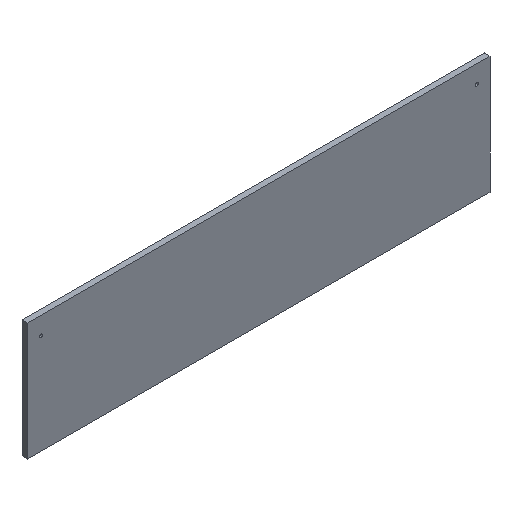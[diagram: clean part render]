
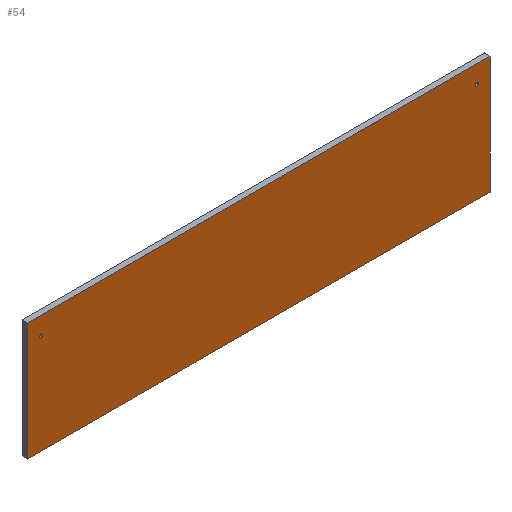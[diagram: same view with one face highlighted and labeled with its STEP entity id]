
A CAD part, isometric view. The second image highlights one B-rep face of the part: STEP entity #54.
In plain terms, the highlighted planar face has unit normal (0, -1, 0).
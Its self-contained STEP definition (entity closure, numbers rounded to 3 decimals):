
#36=FACE_BOUND('',#72,.T.);
#37=FACE_BOUND('',#73,.T.);
#38=FACE_BOUND('',#74,.T.);
#46=CIRCLE('',#171,0.5);
#47=CIRCLE('',#172,0.5);
#54=ADVANCED_FACE('',(#36,#37,#38),#62,.T.);
#62=PLANE('',#173);
#72=EDGE_LOOP('',(#98));
#73=EDGE_LOOP('',(#99));
#74=EDGE_LOOP('',(#100,#101,#102,#103));
#98=ORIENTED_EDGE('',*,*,#138,.T.);
#99=ORIENTED_EDGE('',*,*,#139,.T.);
#100=ORIENTED_EDGE('',*,*,#128,.T.);
#101=ORIENTED_EDGE('',*,*,#132,.T.);
#102=ORIENTED_EDGE('',*,*,#135,.T.);
#103=ORIENTED_EDGE('',*,*,#137,.T.);
#116=VERTEX_POINT('',#222);
#117=VERTEX_POINT('',#224);
#119=VERTEX_POINT('',#230);
#121=VERTEX_POINT('',#236);
#122=VERTEX_POINT('',#243);
#123=VERTEX_POINT('',#245);
#128=EDGE_CURVE('',#117,#116,#144,.T.);
#132=EDGE_CURVE('',#116,#119,#148,.T.);
#135=EDGE_CURVE('',#119,#121,#151,.T.);
#137=EDGE_CURVE('',#121,#117,#153,.T.);
#138=EDGE_CURVE('',#122,#122,#46,.T.);
#139=EDGE_CURVE('',#123,#123,#47,.T.);
#144=LINE('',#223,#156);
#148=LINE('',#231,#160);
#151=LINE('',#237,#163);
#153=LINE('',#240,#165);
#156=VECTOR('',#183,1.);
#160=VECTOR('',#189,1.);
#163=VECTOR('',#194,1.);
#165=VECTOR('',#198,1.);
#171=AXIS2_PLACEMENT_3D('',#242,#201,#202);
#172=AXIS2_PLACEMENT_3D('',#244,#203,#204);
#173=AXIS2_PLACEMENT_3D('',#246,#205,#206);
#183=DIRECTION('',(0.,0.,1.));
#189=DIRECTION('',(-1.,0.,0.));
#194=DIRECTION('',(0.,0.,-1.));
#198=DIRECTION('',(1.,0.,0.));
#201=DIRECTION('',(0.,1.,0.));
#202=DIRECTION('',(0.,0.,1.));
#203=DIRECTION('',(0.,1.,0.));
#204=DIRECTION('',(0.,0.,1.));
#205=DIRECTION('',(0.,-1.,0.));
#206=DIRECTION('',(0.,0.,-1.));
#222=CARTESIAN_POINT('',(214.5,-22.,36.));
#223=CARTESIAN_POINT('',(214.5,-22.,-4.));
#224=CARTESIAN_POINT('',(214.5,-22.,-4.));
#230=CARTESIAN_POINT('',(57.5,-22.,36.));
#231=CARTESIAN_POINT('',(214.5,-22.,36.));
#236=CARTESIAN_POINT('',(57.5,-22.,-4.));
#237=CARTESIAN_POINT('',(57.5,-22.,36.));
#240=CARTESIAN_POINT('',(57.5,-22.,-4.));
#242=CARTESIAN_POINT('',(210.,-22.,30.));
#243=CARTESIAN_POINT('',(210.,-22.,30.5));
#244=CARTESIAN_POINT('',(62.,-22.,30.));
#245=CARTESIAN_POINT('',(62.,-22.,30.5));
#246=CARTESIAN_POINT('',(0.,-22.,0.));
